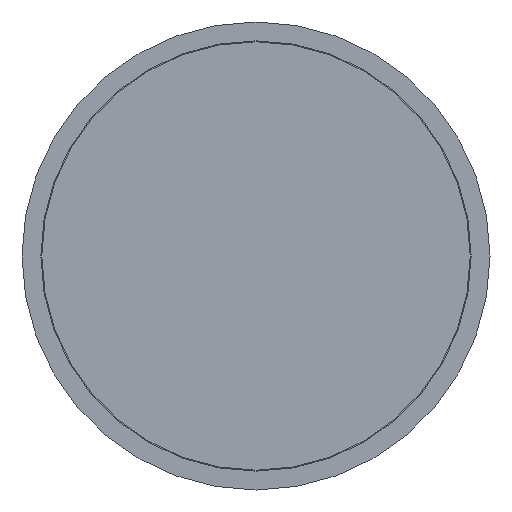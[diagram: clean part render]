
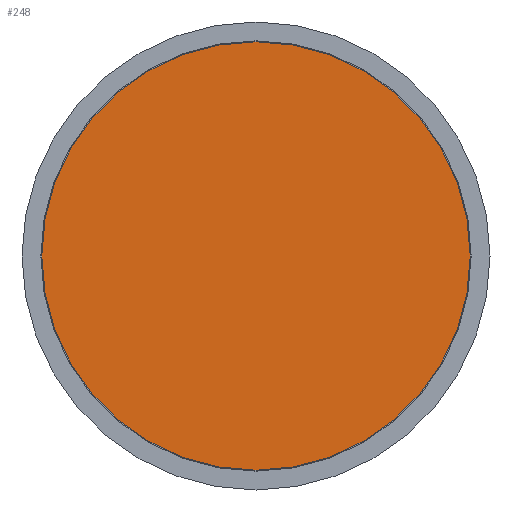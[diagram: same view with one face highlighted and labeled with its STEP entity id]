
A CAD part, front view. The second image highlights one B-rep face of the part: STEP entity #248.
In plain terms, the highlighted planar face has unit normal (0, -1, 0).
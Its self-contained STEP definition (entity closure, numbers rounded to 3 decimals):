
#1 = EDGE_LOOP ( 'NONE', ( #460 ) ) ;
#68 = CARTESIAN_POINT ( 'NONE',  ( 0., 0., 0. ) ) ;
#164 = AXIS2_PLACEMENT_3D ( 'NONE', #68, #409, #862 ) ;
#200 = CARTESIAN_POINT ( 'NONE',  ( -56.75, 0., 0. ) ) ;
#248 = ADVANCED_FACE ( 'NONE', ( #869 ), #813, .F. ) ;
#345 = CARTESIAN_POINT ( 'NONE',  ( 0., 0., -56.75 ) ) ;
#409 = DIRECTION ( 'NONE',  ( 0., -1., 0. ) ) ;
#426 = DIRECTION ( 'NONE',  ( 0., 1., 0. ) ) ;
#460 = ORIENTED_EDGE ( 'NONE', *, *, #710, .T. ) ;
#561 = AXIS2_PLACEMENT_3D ( 'NONE', #200, #426, #898 ) ;
#703 = VERTEX_POINT ( 'NONE', #345 ) ;
#710 = EDGE_CURVE ( 'NONE', #703, #703, #729, .T. ) ;
#729 = CIRCLE ( 'NONE', #164, 56.75 ) ;
#813 = PLANE ( 'NONE',  #561 ) ;
#862 = DIRECTION ( 'NONE',  ( 0., 0., -1. ) ) ;
#869 = FACE_OUTER_BOUND ( 'NONE', #1, .T. ) ;
#898 = DIRECTION ( 'NONE',  ( 0., 0., 1. ) ) ;
